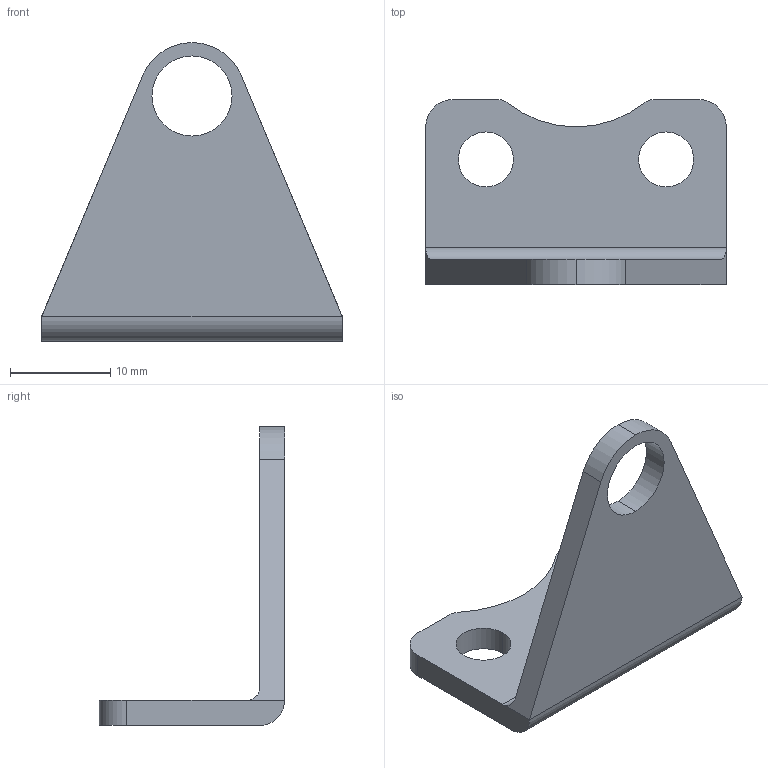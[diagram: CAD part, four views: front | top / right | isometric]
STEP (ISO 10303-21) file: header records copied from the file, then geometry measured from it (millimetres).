
FILE_DESCRIPTION (( 'STEP AP203' ), '1' );
FILE_NAME ('66-208-1.STEP', '2021-09-27T14:16:46', ( '' ), ( '' ), 'SwSTEP 2.0', 'SolidWorks 2020', '' );
FILE_SCHEMA (( 'CONFIG_CONTROL_DESIGN' ));
Length unit declared in the file: millimetre
Products named in the file (1): 66-208-1
Bounding box: 30 x 18.5 x 29.83 mm (x, y, z)
Volume: 2292.3 mm3; surface area: 2283.4 mm2
Topology: 1 solids, 1 shells, 25 faces, 65 edges, 42 vertices
Faces by surface type: cylinder 15, plane 10
Entity records: 864 total; most frequent: DIRECTION 143, CARTESIAN_POINT 139, ORIENTED_EDGE 130, EDGE_CURVE 65, AXIS2_PLACEMENT_3D 54, VERTEX_POINT 42, LINE 35, VECTOR 35
